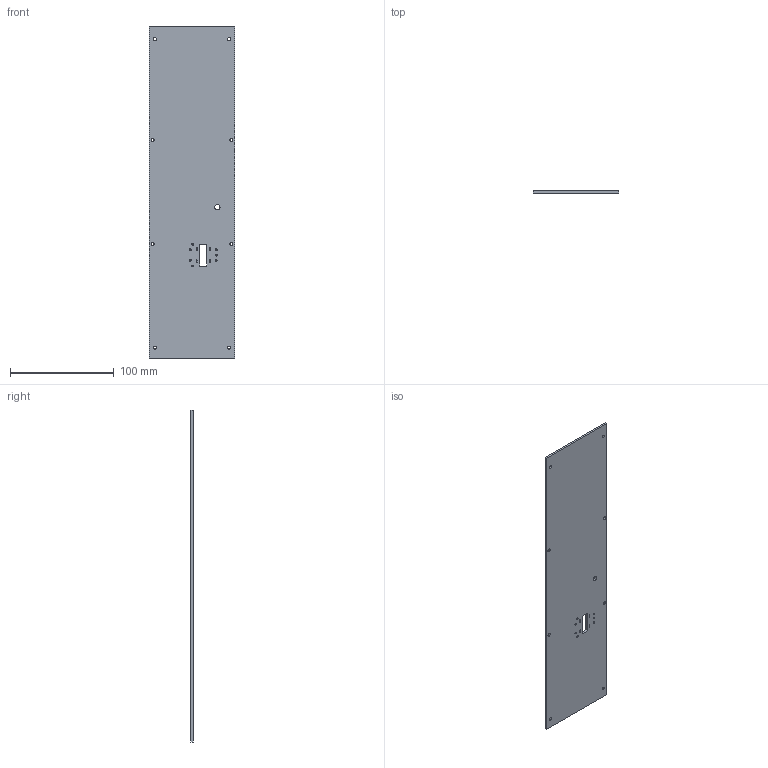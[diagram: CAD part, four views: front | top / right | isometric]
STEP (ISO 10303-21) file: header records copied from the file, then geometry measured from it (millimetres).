
FILE_DESCRIPTION(/* description */ (''),/* implementation_level */ '2;1');
FILE_NAME(/* name */ 'SolarPanel1.stp',/* time_stamp */ '2017-08-06T16:11:49-04:00',/* author */ (''),/* organization */ (''),/* preprocessor_version */ 'ST-DEVELOPER v16',/* originating_system */ 'SIEMENS PLM Software NX 10.0',/* authorisation */ '');
FILE_SCHEMA (('AUTOMOTIVE_DESIGN { 1 0 10303 214 3 1 1 1 }'));
Length unit declared in the file: millimetre
Products named in the file (1): SolarPanel1
Bounding box: 82 x 2.5 x 320 mm (x, y, z)
Volume: 64981.8 mm3; surface area: 54525 mm2
Topology: 1 solids, 1 shells, 34 faces, 120 edges, 88 vertices
Faces by surface type: cylinder 24, plane 10
Full cylindrical faces by diameter (mm): 1 x8, 1.8 x7, 3 x8, 5 x1
Entity records: 1132 total; most frequent: DIRECTION 190, CARTESIAN_POINT 171, ORIENTED_EDGE 144, EDGE_LOOP 108, FACE_BOUND 100, AXIS2_PLACEMENT_3D 83, EDGE_CURVE 72, VERTEX_POINT 64
